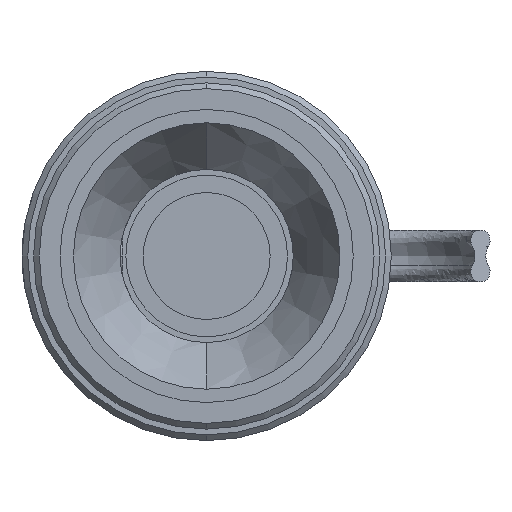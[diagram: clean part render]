
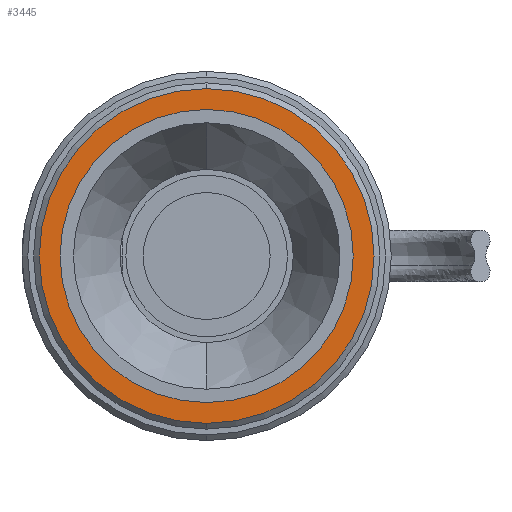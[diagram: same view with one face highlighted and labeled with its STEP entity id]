
A CAD part, left-side view. The second image highlights one B-rep face of the part: STEP entity #3445.
In plain terms, the highlighted planar face has unit normal (-1, 0, 0).
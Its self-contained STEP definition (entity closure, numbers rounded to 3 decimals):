
#1552 = EDGE_CURVE ( 'NONE', #6270, #6269, #6661, .T. ) ;
#2041 = FACE_BOUND ( 'NONE', #3990, .T. ) ;
#2042 = FACE_OUTER_BOUND ( 'NONE', #3977, .T. ) ;
#2741 = CARTESIAN_POINT ( 'NONE',  ( 17.52, 0., -14.5 ) ) ;
#2815 = CARTESIAN_POINT ( 'NONE',  ( 17.52, 0., 12.7 ) ) ;
#2816 = CARTESIAN_POINT ( 'NONE',  ( 17.52, 0., 14.5 ) ) ;
#2818 = CARTESIAN_POINT ( 'NONE',  ( 17.52, 0., -12.7 ) ) ;
#3199 = CIRCLE ( 'NONE', #3201, 14.5 ) ;
#3201 = AXIS2_PLACEMENT_3D ( 'NONE', #5701, #5857, #5761 ) ;
#3209 = CIRCLE ( 'NONE', #3212, 14.5 ) ;
#3212 = AXIS2_PLACEMENT_3D ( 'NONE', #5794, #5775, #5776 ) ;
#3399 = EDGE_CURVE ( 'NONE', #6277, #6272, #3199, .T. ) ;
#3407 = EDGE_CURVE ( 'NONE', #6272, #6277, #3209, .T. ) ;
#3434 = EDGE_CURVE ( 'NONE', #6269, #6270, #4747, .T. ) ;
#3445 = ADVANCED_FACE ( 'NONE', ( #2042, #2041 ), #5899, .T. ) ;
#3977 = EDGE_LOOP ( 'NONE', ( #6314, #6282 ) ) ;
#3990 = EDGE_LOOP ( 'NONE', ( #6281, #6335 ) ) ;
#4485 = CARTESIAN_POINT ( 'NONE',  ( 17.52, 0., 0. ) ) ;
#4486 = DIRECTION ( 'NONE',  ( 1., 0., 0. ) ) ;
#4487 = DIRECTION ( 'NONE',  ( 0., 0., -1. ) ) ;
#4747 = CIRCLE ( 'NONE', #4774, 12.7 ) ;
#4774 = AXIS2_PLACEMENT_3D ( 'NONE', #6113, #6114, #6115 ) ;
#4817 = AXIS2_PLACEMENT_3D ( 'NONE', #5900, #5901, #5849 ) ;
#5701 = CARTESIAN_POINT ( 'NONE',  ( 17.52, 0., 0. ) ) ;
#5761 = DIRECTION ( 'NONE',  ( 0., 0., 1. ) ) ;
#5775 = DIRECTION ( 'NONE',  ( -1., 0., 0. ) ) ;
#5776 = DIRECTION ( 'NONE',  ( 0., 0., 1. ) ) ;
#5794 = CARTESIAN_POINT ( 'NONE',  ( 17.52, 0., 0. ) ) ;
#5849 = DIRECTION ( 'NONE',  ( 0., 0., 1. ) ) ;
#5857 = DIRECTION ( 'NONE',  ( -1., 0., 0. ) ) ;
#5899 = PLANE ( 'NONE',  #4817 ) ;
#5900 = CARTESIAN_POINT ( 'NONE',  ( 17.52, 12.7, 0. ) ) ;
#5901 = DIRECTION ( 'NONE',  ( -1., 0., 0. ) ) ;
#6113 = CARTESIAN_POINT ( 'NONE',  ( 17.52, 0., 0. ) ) ;
#6114 = DIRECTION ( 'NONE',  ( 1., 0., 0. ) ) ;
#6115 = DIRECTION ( 'NONE',  ( 0., 0., -1. ) ) ;
#6269 = VERTEX_POINT ( 'NONE', #2818 ) ;
#6270 = VERTEX_POINT ( 'NONE', #2815 ) ;
#6272 = VERTEX_POINT ( 'NONE', #2816 ) ;
#6277 = VERTEX_POINT ( 'NONE', #2741 ) ;
#6281 = ORIENTED_EDGE ( 'NONE', *, *, #3434, .T. ) ;
#6282 = ORIENTED_EDGE ( 'NONE', *, *, #3407, .T. ) ;
#6314 = ORIENTED_EDGE ( 'NONE', *, *, #3399, .T. ) ;
#6335 = ORIENTED_EDGE ( 'NONE', *, *, #1552, .T. ) ;
#6661 = CIRCLE ( 'NONE', #6681, 12.7 ) ;
#6681 = AXIS2_PLACEMENT_3D ( 'NONE', #4485, #4486, #4487 ) ;
